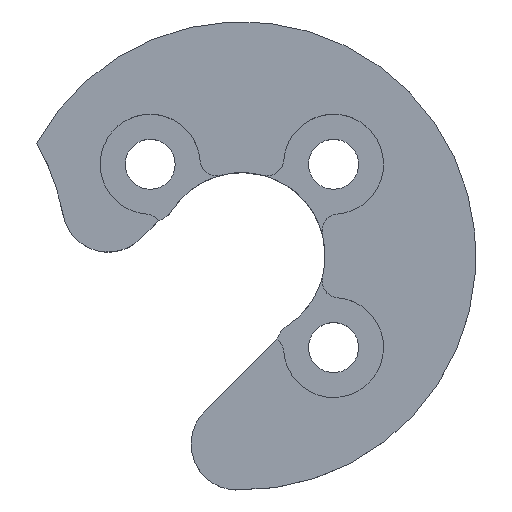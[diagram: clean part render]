
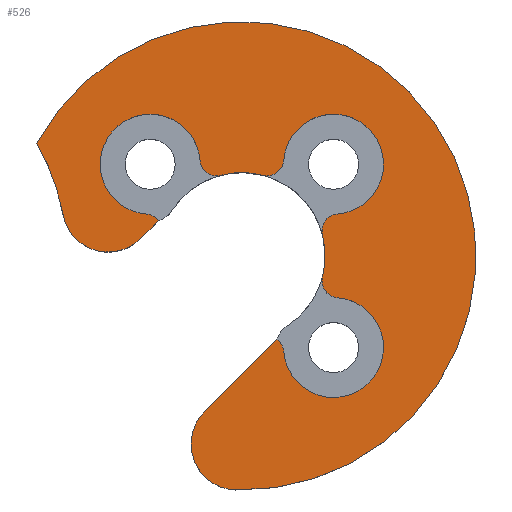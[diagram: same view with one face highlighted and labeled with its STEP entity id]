
A CAD part, top view. The second image highlights one B-rep face of the part: STEP entity #526.
In plain terms, the highlighted planar face has unit normal (0, 0, 1).
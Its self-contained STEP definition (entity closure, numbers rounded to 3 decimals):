
#25=PLANE('',#594);
#41=FACE_OUTER_BOUND('',#73,.T.);
#73=EDGE_LOOP('',(#407,#408,#409,#410,#411,#412,#413,#414,#415,#416,#417,
#418,#419,#420,#421,#422,#423));
#98=LINE('',#836,#130);
#103=LINE('',#878,#135);
#130=VECTOR('',#648,10.);
#135=VECTOR('',#691,10.);
#157=CIRCLE('',#558,2.75);
#169=CIRCLE('',#573,2.75);
#176=CIRCLE('',#584,5.);
#178=CIRCLE('',#586,5.);
#181=CIRCLE('',#593,13.5);
#182=CIRCLE('',#595,1.);
#183=CIRCLE('',#596,3.);
#184=CIRCLE('',#597,1.);
#185=CIRCLE('',#598,1.);
#186=CIRCLE('',#599,3.);
#187=CIRCLE('',#600,1.);
#188=CIRCLE('',#601,1.);
#189=CIRCLE('',#602,3.);
#190=CIRCLE('',#603,1.);
#191=CIRCLE('',#604,14.05);
#204=VERTEX_POINT('',#821);
#205=VERTEX_POINT('',#822);
#210=VERTEX_POINT('',#834);
#222=VERTEX_POINT('',#861);
#223=VERTEX_POINT('',#863);
#228=VERTEX_POINT('',#877);
#233=VERTEX_POINT('',#892);
#234=VERTEX_POINT('',#894);
#237=VERTEX_POINT('',#900);
#238=VERTEX_POINT('',#902);
#240=VERTEX_POINT('',#914);
#241=VERTEX_POINT('',#918);
#242=VERTEX_POINT('',#920);
#243=VERTEX_POINT('',#923);
#244=VERTEX_POINT('',#925);
#245=VERTEX_POINT('',#928);
#246=VERTEX_POINT('',#930);
#256=EDGE_CURVE('',#204,#205,#157,.T.);
#263=EDGE_CURVE('',#204,#210,#98,.T.);
#276=EDGE_CURVE('',#222,#223,#169,.T.);
#283=EDGE_CURVE('',#228,#223,#103,.T.);
#292=EDGE_CURVE('',#234,#233,#176,.T.);
#296=EDGE_CURVE('',#238,#237,#178,.T.);
#302=EDGE_CURVE('',#240,#205,#181,.T.);
#304=EDGE_CURVE('',#241,#210,#182,.T.);
#305=EDGE_CURVE('',#241,#242,#183,.T.);
#306=EDGE_CURVE('',#238,#242,#184,.T.);
#307=EDGE_CURVE('',#243,#237,#185,.T.);
#308=EDGE_CURVE('',#243,#244,#186,.T.);
#309=EDGE_CURVE('',#234,#244,#187,.T.);
#310=EDGE_CURVE('',#245,#233,#188,.T.);
#311=EDGE_CURVE('',#245,#246,#189,.T.);
#312=EDGE_CURVE('',#228,#246,#190,.T.);
#313=EDGE_CURVE('',#222,#240,#191,.T.);
#407=ORIENTED_EDGE('',*,*,#256,.F.);
#408=ORIENTED_EDGE('',*,*,#263,.T.);
#409=ORIENTED_EDGE('',*,*,#304,.F.);
#410=ORIENTED_EDGE('',*,*,#305,.T.);
#411=ORIENTED_EDGE('',*,*,#306,.F.);
#412=ORIENTED_EDGE('',*,*,#296,.T.);
#413=ORIENTED_EDGE('',*,*,#307,.F.);
#414=ORIENTED_EDGE('',*,*,#308,.T.);
#415=ORIENTED_EDGE('',*,*,#309,.F.);
#416=ORIENTED_EDGE('',*,*,#292,.T.);
#417=ORIENTED_EDGE('',*,*,#310,.F.);
#418=ORIENTED_EDGE('',*,*,#311,.T.);
#419=ORIENTED_EDGE('',*,*,#312,.F.);
#420=ORIENTED_EDGE('',*,*,#283,.T.);
#421=ORIENTED_EDGE('',*,*,#276,.F.);
#422=ORIENTED_EDGE('',*,*,#313,.T.);
#423=ORIENTED_EDGE('',*,*,#302,.T.);
#526=ADVANCED_FACE('',(#41),#25,.T.);
#558=AXIS2_PLACEMENT_3D('',#823,#637,#638);
#573=AXIS2_PLACEMENT_3D('',#864,#675,#676);
#584=AXIS2_PLACEMENT_3D('',#895,#706,#707);
#586=AXIS2_PLACEMENT_3D('',#903,#712,#713);
#593=AXIS2_PLACEMENT_3D('',#915,#729,#730);
#594=AXIS2_PLACEMENT_3D('',#917,#732,#733);
#595=AXIS2_PLACEMENT_3D('',#919,#734,#735);
#596=AXIS2_PLACEMENT_3D('',#921,#736,#737);
#597=AXIS2_PLACEMENT_3D('',#922,#738,#739);
#598=AXIS2_PLACEMENT_3D('',#924,#740,#741);
#599=AXIS2_PLACEMENT_3D('',#926,#742,#743);
#600=AXIS2_PLACEMENT_3D('',#927,#744,#745);
#601=AXIS2_PLACEMENT_3D('',#929,#746,#747);
#602=AXIS2_PLACEMENT_3D('',#931,#748,#749);
#603=AXIS2_PLACEMENT_3D('',#932,#750,#751);
#604=AXIS2_PLACEMENT_3D('',#933,#752,#753);
#637=DIRECTION('center_axis',(0.,0.,-1.));
#638=DIRECTION('ref_axis',(-0.296,-0.955,0.));
#648=DIRECTION('',(0.707,0.707,0.));
#675=DIRECTION('center_axis',(0.,0.,-1.));
#676=DIRECTION('ref_axis',(-0.929,-0.371,0.));
#691=DIRECTION('',(-0.707,-0.707,0.));
#706=DIRECTION('center_axis',(0.,0.,-1.));
#707=DIRECTION('ref_axis',(-1.,0.,0.));
#712=DIRECTION('center_axis',(0.,0.,-1.));
#713=DIRECTION('ref_axis',(-1.,0.,0.));
#729=DIRECTION('center_axis',(0.,0.,-1.));
#730=DIRECTION('ref_axis',(-1.,0.,0.));
#732=DIRECTION('center_axis',(0.,0.,1.));
#733=DIRECTION('ref_axis',(-1.,0.,0.));
#734=DIRECTION('center_axis',(0.,0.,-1.));
#735=DIRECTION('ref_axis',(0.814,0.581,0.));
#736=DIRECTION('center_axis',(0.,0.,-1.));
#737=DIRECTION('ref_axis',(-1.,0.,0.));
#738=DIRECTION('center_axis',(0.,0.,-1.));
#739=DIRECTION('ref_axis',(-0.581,-0.814,0.));
#740=DIRECTION('center_axis',(0.,0.,-1.));
#741=DIRECTION('ref_axis',(0.581,-0.814,0.));
#742=DIRECTION('center_axis',(0.,0.,-1.));
#743=DIRECTION('ref_axis',(-1.,0.,0.));
#744=DIRECTION('center_axis',(0.,0.,-1.));
#745=DIRECTION('ref_axis',(-0.814,0.581,0.));
#746=DIRECTION('center_axis',(0.,0.,-1.));
#747=DIRECTION('ref_axis',(-0.814,-0.581,0.));
#748=DIRECTION('center_axis',(0.,0.,-1.));
#749=DIRECTION('ref_axis',(-1.,0.,0.));
#750=DIRECTION('center_axis',(0.,0.,-1.));
#751=DIRECTION('ref_axis',(0.581,0.814,0.));
#752=DIRECTION('center_axis',(0.,0.,1.));
#753=DIRECTION('ref_axis',(-1.,0.,0.));
#821=CARTESIAN_POINT('',(-6.08,1.031,17.3));
#822=CARTESIAN_POINT('',(-10.728,2.472,17.3));
#823=CARTESIAN_POINT('Origin',(-8.025,2.976,17.3));
#834=CARTESIAN_POINT('',(-5.004,2.108,17.3));
#836=CARTESIAN_POINT('',(-7.113,-0.001,17.3));
#861=CARTESIAN_POINT('',(-0.368,-14.045,17.3));
#863=CARTESIAN_POINT('',(-2.241,-9.352,17.3));
#864=CARTESIAN_POINT('Origin',(-0.296,-11.296,17.3));
#877=CARTESIAN_POINT('',(2.108,-5.003,17.3));
#878=CARTESIAN_POINT('',(3.048,-4.063,17.3));
#892=CARTESIAN_POINT('',(4.839,-1.26,17.3));
#894=CARTESIAN_POINT('',(4.839,1.26,17.3));
#895=CARTESIAN_POINT('Origin',(0.,0.,
17.3));
#900=CARTESIAN_POINT('',(1.26,4.839,17.3));
#902=CARTESIAN_POINT('',(-1.26,4.839,17.3));
#903=CARTESIAN_POINT('Origin',(0.,0.,
17.3));
#914=CARTESIAN_POINT('',(-12.316,6.762,17.3));
#915=CARTESIAN_POINT('Origin',(-24.,0.,17.3));
#917=CARTESIAN_POINT('Origin',(0.867,0.,17.3));
#918=CARTESIAN_POINT('',(-5.73,2.509,17.3));
#919=CARTESIAN_POINT('Origin',(-5.806,1.512,17.3));
#920=CARTESIAN_POINT('',(-2.509,5.73,17.3));
#921=CARTESIAN_POINT('Origin',(-5.5,5.5,17.3));
#922=CARTESIAN_POINT('Origin',(-1.512,5.806,17.3));
#923=CARTESIAN_POINT('',(2.509,5.73,17.3));
#924=CARTESIAN_POINT('Origin',(1.512,5.806,17.3));
#925=CARTESIAN_POINT('',(5.73,2.509,17.3));
#926=CARTESIAN_POINT('Origin',(5.5,5.5,17.3));
#927=CARTESIAN_POINT('Origin',(5.806,1.512,17.3));
#928=CARTESIAN_POINT('',(5.73,-2.509,17.3));
#929=CARTESIAN_POINT('Origin',(5.806,-1.512,17.3));
#930=CARTESIAN_POINT('',(2.509,-5.73,17.3));
#931=CARTESIAN_POINT('Origin',(5.5,-5.5,17.3));
#932=CARTESIAN_POINT('Origin',(1.512,-5.806,17.3));
#933=CARTESIAN_POINT('Origin',(0.,0.,
17.3));
